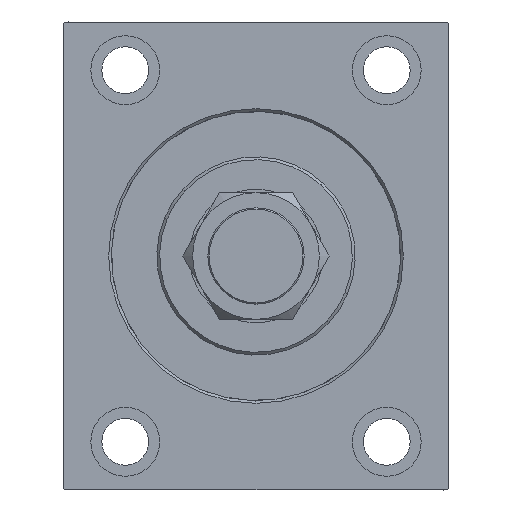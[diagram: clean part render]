
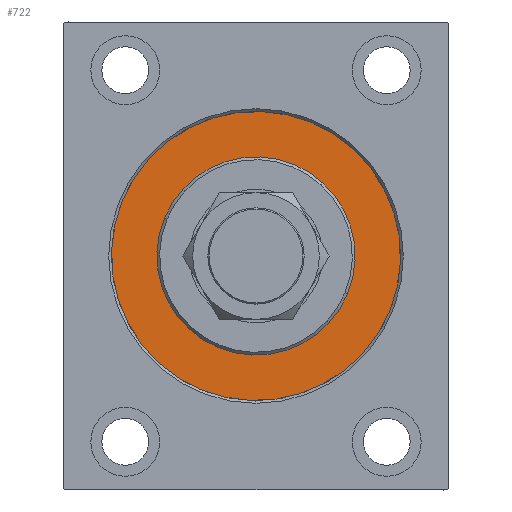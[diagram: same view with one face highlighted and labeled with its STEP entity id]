
A CAD part, left-side view. The second image highlights one B-rep face of the part: STEP entity #722.
In plain terms, the highlighted face is planar.
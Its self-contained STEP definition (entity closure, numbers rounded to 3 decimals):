
#722 = ADVANCED_FACE ( 'NONE', ( #34123, #41396 ), #8954, .F. ) ;
#2113 = DIRECTION ( 'NONE',  ( 0., 0., 1. ) ) ;
#2859 = ORIENTED_EDGE ( 'NONE', *, *, #38443, .F. ) ;
#5398 = AXIS2_PLACEMENT_3D ( 'NONE', #36026, #14870, #29217 ) ;
#6297 = AXIS2_PLACEMENT_3D ( 'NONE', #30580, #20724, #38554 ) ;
#8954 = PLANE ( 'NONE',  #37964 ) ;
#9377 = CIRCLE ( 'NONE', #28218, 52.5 ) ;
#9919 = DIRECTION ( 'NONE',  ( -1., 0., 0. ) ) ;
#13788 = VERTEX_POINT ( 'NONE', #31841 ) ;
#14645 = EDGE_CURVE ( 'NONE', #24054, #23819, #9377, .T. ) ;
#14870 = DIRECTION ( 'NONE',  ( 1., 0., 0. ) ) ;
#16385 = VERTEX_POINT ( 'NONE', #35854 ) ;
#17434 = CIRCLE ( 'NONE', #5398, 36. ) ;
#18464 = CARTESIAN_POINT ( 'NONE',  ( 0., 0., 0. ) ) ;
#18848 = ORIENTED_EDGE ( 'NONE', *, *, #28081, .F. ) ;
#18925 = DIRECTION ( 'NONE',  ( -1., 0., 0. ) ) ;
#19102 = AXIS2_PLACEMENT_3D ( 'NONE', #24067, #9919, #24302 ) ;
#19954 = EDGE_LOOP ( 'NONE', ( #36208, #18848 ) ) ;
#20724 = DIRECTION ( 'NONE',  ( 1., 0., 0. ) ) ;
#23819 = VERTEX_POINT ( 'NONE', #40589 ) ;
#24054 = VERTEX_POINT ( 'NONE', #44528 ) ;
#24067 = CARTESIAN_POINT ( 'NONE',  ( 0., 0., 0. ) ) ;
#24302 = DIRECTION ( 'NONE',  ( 0., 0., 1. ) ) ;
#28081 = EDGE_CURVE ( 'NONE', #16385, #13788, #17434, .T. ) ;
#28218 = AXIS2_PLACEMENT_3D ( 'NONE', #18464, #18925, #2113 ) ;
#28430 = ORIENTED_EDGE ( 'NONE', *, *, #14645, .F. ) ;
#29217 = DIRECTION ( 'NONE',  ( 0., 0., -1. ) ) ;
#30137 = DIRECTION ( 'NONE',  ( -1., 0., 0. ) ) ;
#30580 = CARTESIAN_POINT ( 'NONE',  ( 0., 0., 0. ) ) ;
#31841 = CARTESIAN_POINT ( 'NONE',  ( 0., 0., 36. ) ) ;
#34123 = FACE_BOUND ( 'NONE', #19954, .T. ) ;
#35854 = CARTESIAN_POINT ( 'NONE',  ( 0., 0., -36. ) ) ;
#36026 = CARTESIAN_POINT ( 'NONE',  ( 0., 0., 0. ) ) ;
#36155 = EDGE_LOOP ( 'NONE', ( #2859, #28430 ) ) ;
#36208 = ORIENTED_EDGE ( 'NONE', *, *, #38655, .F. ) ;
#37403 = CARTESIAN_POINT ( 'NONE',  ( 0., 0., 0. ) ) ;
#37964 = AXIS2_PLACEMENT_3D ( 'NONE', #37403, #30137, #40918 ) ;
#38443 = EDGE_CURVE ( 'NONE', #23819, #24054, #44565, .T. ) ;
#38554 = DIRECTION ( 'NONE',  ( 0., 0., -1. ) ) ;
#38655 = EDGE_CURVE ( 'NONE', #13788, #16385, #41589, .T. ) ;
#40589 = CARTESIAN_POINT ( 'NONE',  ( 0., 0., -52.5 ) ) ;
#40918 = DIRECTION ( 'NONE',  ( 0., 0., 1. ) ) ;
#41396 = FACE_OUTER_BOUND ( 'NONE', #36155, .T. ) ;
#41589 = CIRCLE ( 'NONE', #6297, 36. ) ;
#44528 = CARTESIAN_POINT ( 'NONE',  ( 0., 0., 52.5 ) ) ;
#44565 = CIRCLE ( 'NONE', #19102, 52.5 ) ;
